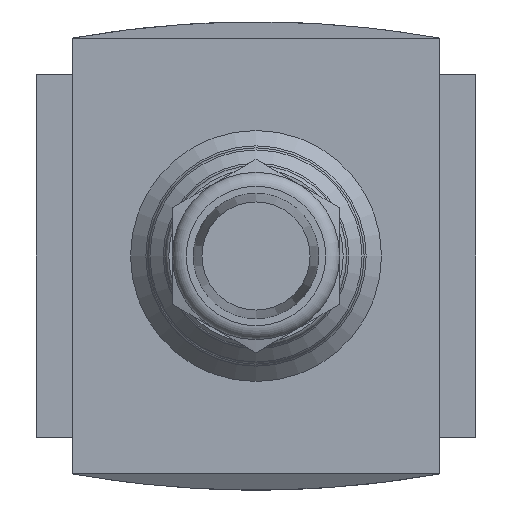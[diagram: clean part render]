
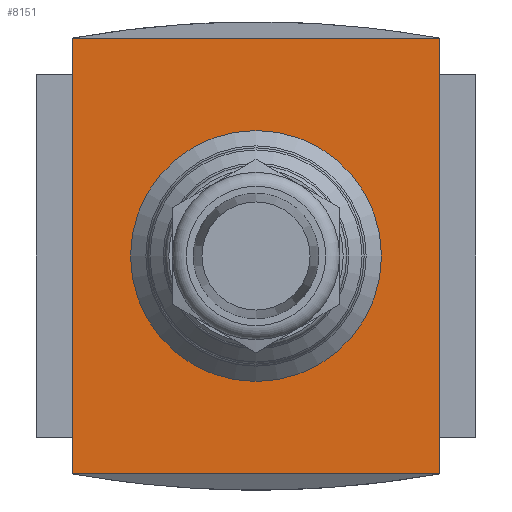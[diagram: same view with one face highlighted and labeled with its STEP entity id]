
A CAD part, front view. The second image highlights one B-rep face of the part: STEP entity #8151.
In plain terms, the highlighted planar face has unit normal (0, -1, 0).
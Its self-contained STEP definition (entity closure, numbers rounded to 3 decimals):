
#375=LINE('',#11416,#899);
#390=LINE('',#11446,#914);
#413=LINE('',#11500,#937);
#414=LINE('',#11501,#938);
#899=VECTOR('',#9451,1000.);
#914=VECTOR('',#9468,1000.);
#937=VECTOR('',#9507,1000.);
#938=VECTOR('',#9508,1000.);
#1544=ORIENTED_EDGE('',*,*,#3202,.F.);
#1545=ORIENTED_EDGE('',*,*,#3160,.F.);
#1546=ORIENTED_EDGE('',*,*,#3203,.T.);
#1547=ORIENTED_EDGE('',*,*,#3175,.F.);
#1548=ORIENTED_EDGE('',*,*,#3204,.T.);
#3160=EDGE_CURVE('',#3989,#3866,#375,.T.);
#3175=EDGE_CURVE('',#3864,#4003,#390,.T.);
#3202=EDGE_CURVE('',#4025,#4025,#4433,.F.);
#3203=EDGE_CURVE('',#3989,#4003,#413,.T.);
#3204=EDGE_CURVE('',#3864,#3866,#414,.T.);
#3864=VERTEX_POINT('',#11157);
#3866=VERTEX_POINT('',#11161);
#3989=VERTEX_POINT('',#11417);
#4003=VERTEX_POINT('',#11447);
#4025=VERTEX_POINT('',#11499);
#4433=CIRCLE('',#8585,18.);
#4711=EDGE_LOOP('',(#1544));
#4712=EDGE_LOOP('',(#1545,#1546,#1547,#1548));
#5175=FACE_BOUND('',#4711,.T.);
#5176=FACE_BOUND('',#4712,.T.);
#5604=PLANE('',#8584);
#8151=ADVANCED_FACE('',(#5175,#5176),#5604,.F.);
#8584=AXIS2_PLACEMENT_3D('',#11497,#9503,#9504);
#8585=AXIS2_PLACEMENT_3D('',#11498,#9505,#9506);
#9451=DIRECTION('',(0.,0.,1.));
#9468=DIRECTION('',(0.,0.,-1.));
#9503=DIRECTION('',(0.,1.,0.));
#9504=DIRECTION('',(0.,0.,1.));
#9505=DIRECTION('',(0.,1.,0.));
#9506=DIRECTION('',(0.,0.,1.));
#9507=DIRECTION('',(1.,0.,0.));
#9508=DIRECTION('',(-1.,0.,0.));
#11157=CARTESIAN_POINT('',(26.25,-37.5,31.25));
#11161=CARTESIAN_POINT('',(-26.25,-37.5,31.25));
#11416=CARTESIAN_POINT('',(-26.25,-37.5,-31.25));
#11417=CARTESIAN_POINT('',(-26.25,-37.5,-31.25));
#11446=CARTESIAN_POINT('',(26.25,-37.5,31.25));
#11447=CARTESIAN_POINT('',(26.25,-37.5,-31.25));
#11497=CARTESIAN_POINT('',(0.,-37.5,116.435));
#11498=CARTESIAN_POINT('',(0.,-37.5,0.));
#11499=CARTESIAN_POINT('',(0.,-37.5,18.));
#11500=CARTESIAN_POINT('',(0.,-37.5,-31.25));
#11501=CARTESIAN_POINT('',(0.,-37.5,31.25));
